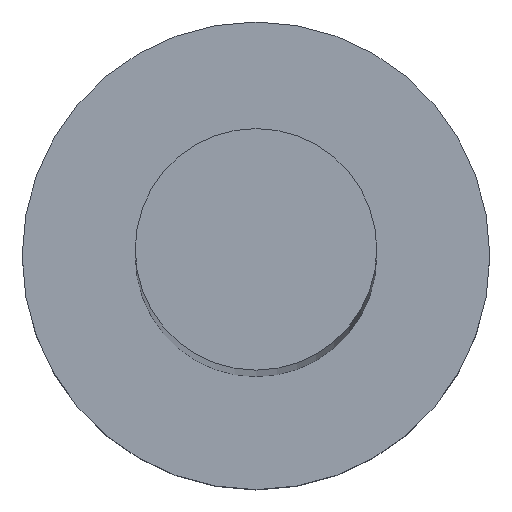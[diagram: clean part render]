
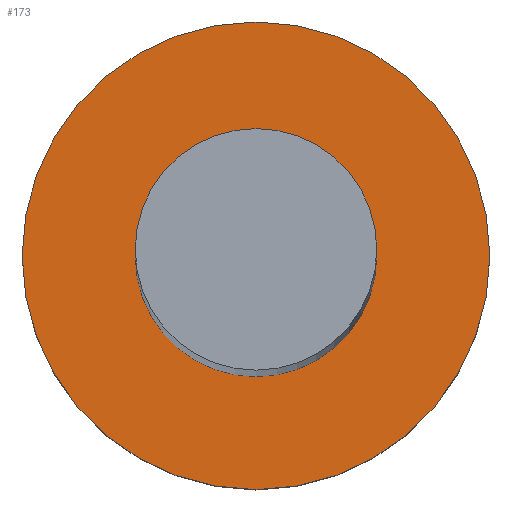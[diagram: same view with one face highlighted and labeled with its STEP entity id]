
A CAD part, top view. The second image highlights one B-rep face of the part: STEP entity #173.
In plain terms, the highlighted planar face has unit normal (0, 0, 1).
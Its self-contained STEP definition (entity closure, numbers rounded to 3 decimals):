
#9 = ORIENTED_EDGE ( 'NONE', *, *, #101, .F. ) ;
#15 = EDGE_CURVE ( 'NONE', #246, #143, #41, .T. ) ;
#41 = CIRCLE ( 'NONE', #185, 3.1 ) ;
#56 = FACE_BOUND ( 'NONE', #200, .T. ) ;
#57 = DIRECTION ( 'NONE',  ( 0., 0., 1. ) ) ;
#64 = AXIS2_PLACEMENT_3D ( 'NONE', #75, #98, #195 ) ;
#75 = CARTESIAN_POINT ( 'NONE',  ( 0., 0., 5. ) ) ;
#76 = DIRECTION ( 'NONE',  ( 1., 0., 0. ) ) ;
#82 = VERTEX_POINT ( 'NONE', #111 ) ;
#84 = ORIENTED_EDGE ( 'NONE', *, *, #133, .T. ) ;
#90 = ORIENTED_EDGE ( 'NONE', *, *, #179, .T. ) ;
#93 = AXIS2_PLACEMENT_3D ( 'NONE', #116, #57, #76 ) ;
#96 = DIRECTION ( 'NONE',  ( 1., 0., 0. ) ) ;
#97 = AXIS2_PLACEMENT_3D ( 'NONE', #154, #230, #253 ) ;
#98 = DIRECTION ( 'NONE',  ( 0., 0., 1. ) ) ;
#101 = EDGE_CURVE ( 'NONE', #143, #246, #216, .T. ) ;
#111 = CARTESIAN_POINT ( 'NONE',  ( 6., 0., 5. ) ) ;
#112 = CARTESIAN_POINT ( 'NONE',  ( 3.1, 0., 5. ) ) ;
#116 = CARTESIAN_POINT ( 'NONE',  ( 0., 0., 5. ) ) ;
#128 = CIRCLE ( 'NONE', #97, 6. ) ;
#132 = DIRECTION ( 'NONE',  ( 0., 0., 1. ) ) ;
#133 = EDGE_CURVE ( 'NONE', #82, #145, #128, .T. ) ;
#137 = PLANE ( 'NONE',  #140 ) ;
#140 = AXIS2_PLACEMENT_3D ( 'NONE', #208, #132, #96 ) ;
#143 = VERTEX_POINT ( 'NONE', #209 ) ;
#145 = VERTEX_POINT ( 'NONE', #211 ) ;
#148 = ORIENTED_EDGE ( 'NONE', *, *, #15, .F. ) ;
#154 = CARTESIAN_POINT ( 'NONE',  ( 0., 0., 5. ) ) ;
#167 = EDGE_LOOP ( 'NONE', ( #90, #84 ) ) ;
#168 = DIRECTION ( 'NONE',  ( 1., 0., 0. ) ) ;
#173 = ADVANCED_FACE ( 'NONE', ( #56, #178 ), #137, .T. ) ;
#178 = FACE_OUTER_BOUND ( 'NONE', #167, .T. ) ;
#179 = EDGE_CURVE ( 'NONE', #145, #82, #190, .T. ) ;
#185 = AXIS2_PLACEMENT_3D ( 'NONE', #221, #226, #168 ) ;
#190 = CIRCLE ( 'NONE', #93, 6. ) ;
#195 = DIRECTION ( 'NONE',  ( 1., 0., 0. ) ) ;
#200 = EDGE_LOOP ( 'NONE', ( #9, #148 ) ) ;
#208 = CARTESIAN_POINT ( 'NONE',  ( 0., 0., 5. ) ) ;
#209 = CARTESIAN_POINT ( 'NONE',  ( -3.1, 0., 5. ) ) ;
#211 = CARTESIAN_POINT ( 'NONE',  ( -6., 0., 5. ) ) ;
#216 = CIRCLE ( 'NONE', #64, 3.1 ) ;
#221 = CARTESIAN_POINT ( 'NONE',  ( 0., 0., 5. ) ) ;
#226 = DIRECTION ( 'NONE',  ( 0., 0., 1. ) ) ;
#230 = DIRECTION ( 'NONE',  ( 0., 0., 1. ) ) ;
#246 = VERTEX_POINT ( 'NONE', #112 ) ;
#253 = DIRECTION ( 'NONE',  ( 1., 0., 0. ) ) ;
